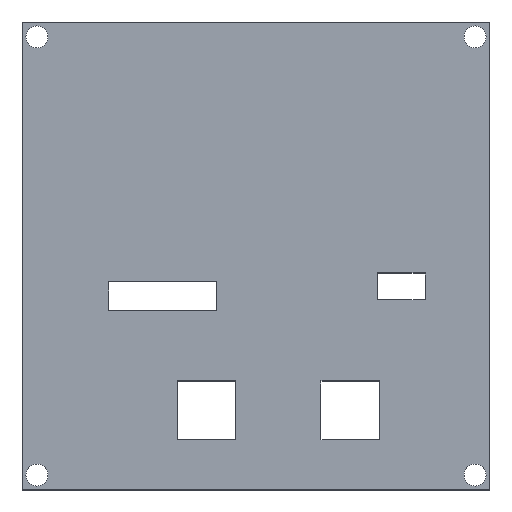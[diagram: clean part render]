
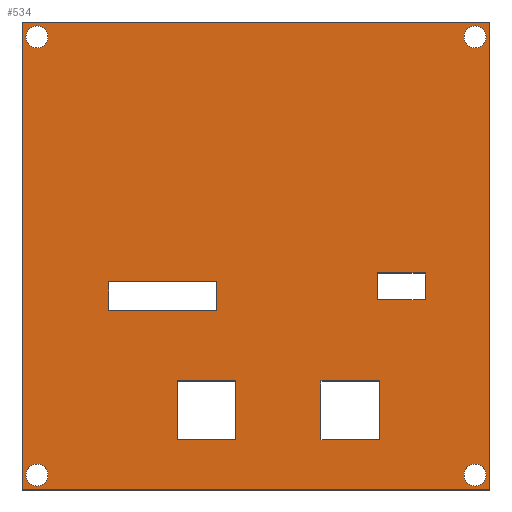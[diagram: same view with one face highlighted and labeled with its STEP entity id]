
A CAD part, top view. The second image highlights one B-rep face of the part: STEP entity #534.
In plain terms, the highlighted planar face has unit normal (0, 0, 1).
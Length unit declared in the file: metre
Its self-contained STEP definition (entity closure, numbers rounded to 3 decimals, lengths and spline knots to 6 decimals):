
#12=CIRCLE('',#565,0.0014);
#14=CIRCLE('',#568,0.0014);
#16=CIRCLE('',#571,0.0014);
#18=CIRCLE('',#579,0.0014);
#112=ORIENTED_EDGE('',*,*,#202,.F.);
#113=ORIENTED_EDGE('',*,*,#206,.T.);
#114=ORIENTED_EDGE('',*,*,#209,.T.);
#115=ORIENTED_EDGE('',*,*,#225,.F.);
#116=ORIENTED_EDGE('',*,*,#192,.F.);
#117=ORIENTED_EDGE('',*,*,#196,.T.);
#118=ORIENTED_EDGE('',*,*,#199,.T.);
#119=ORIENTED_EDGE('',*,*,#223,.F.);
#120=ORIENTED_EDGE('',*,*,#182,.F.);
#121=ORIENTED_EDGE('',*,*,#186,.T.);
#122=ORIENTED_EDGE('',*,*,#189,.T.);
#123=ORIENTED_EDGE('',*,*,#221,.F.);
#124=ORIENTED_EDGE('',*,*,#172,.F.);
#125=ORIENTED_EDGE('',*,*,#176,.T.);
#126=ORIENTED_EDGE('',*,*,#179,.T.);
#127=ORIENTED_EDGE('',*,*,#219,.F.);
#128=ORIENTED_EDGE('',*,*,#162,.F.);
#129=ORIENTED_EDGE('',*,*,#166,.F.);
#130=ORIENTED_EDGE('',*,*,#169,.T.);
#131=ORIENTED_EDGE('',*,*,#217,.T.);
#132=ORIENTED_EDGE('',*,*,#214,.T.);
#133=ORIENTED_EDGE('',*,*,#212,.F.);
#134=ORIENTED_EDGE('',*,*,#210,.T.);
#135=ORIENTED_EDGE('',*,*,#226,.F.);
#162=EDGE_CURVE('',#230,#231,#278,.T.);
#166=EDGE_CURVE('',#233,#230,#282,.T.);
#169=EDGE_CURVE('',#233,#235,#285,.T.);
#172=EDGE_CURVE('',#238,#239,#288,.T.);
#176=EDGE_CURVE('',#238,#241,#292,.T.);
#179=EDGE_CURVE('',#241,#243,#295,.T.);
#182=EDGE_CURVE('',#246,#247,#298,.T.);
#186=EDGE_CURVE('',#246,#249,#302,.T.);
#189=EDGE_CURVE('',#249,#251,#305,.T.);
#192=EDGE_CURVE('',#254,#255,#308,.T.);
#196=EDGE_CURVE('',#254,#257,#312,.T.);
#199=EDGE_CURVE('',#257,#259,#315,.T.);
#202=EDGE_CURVE('',#262,#263,#318,.T.);
#206=EDGE_CURVE('',#262,#265,#322,.T.);
#209=EDGE_CURVE('',#265,#267,#325,.T.);
#210=EDGE_CURVE('',#268,#268,#12,.T.);
#212=EDGE_CURVE('',#270,#270,#14,.T.);
#214=EDGE_CURVE('',#272,#272,#16,.T.);
#217=EDGE_CURVE('',#235,#231,#327,.T.);
#219=EDGE_CURVE('',#239,#243,#329,.T.);
#221=EDGE_CURVE('',#247,#251,#331,.T.);
#223=EDGE_CURVE('',#255,#259,#333,.T.);
#225=EDGE_CURVE('',#263,#267,#335,.T.);
#226=EDGE_CURVE('',#274,#274,#18,.T.);
#230=VERTEX_POINT('',#719);
#231=VERTEX_POINT('',#721);
#233=VERTEX_POINT('',#727);
#235=VERTEX_POINT('',#733);
#238=VERTEX_POINT('',#740);
#239=VERTEX_POINT('',#742);
#241=VERTEX_POINT('',#748);
#243=VERTEX_POINT('',#754);
#246=VERTEX_POINT('',#761);
#247=VERTEX_POINT('',#763);
#249=VERTEX_POINT('',#769);
#251=VERTEX_POINT('',#775);
#254=VERTEX_POINT('',#782);
#255=VERTEX_POINT('',#784);
#257=VERTEX_POINT('',#790);
#259=VERTEX_POINT('',#796);
#262=VERTEX_POINT('',#803);
#263=VERTEX_POINT('',#805);
#265=VERTEX_POINT('',#811);
#267=VERTEX_POINT('',#817);
#268=VERTEX_POINT('',#821);
#270=VERTEX_POINT('',#826);
#272=VERTEX_POINT('',#831);
#274=VERTEX_POINT('',#851);
#278=LINE('',#720,#338);
#282=LINE('',#728,#342);
#285=LINE('',#734,#345);
#288=LINE('',#741,#348);
#292=LINE('',#749,#352);
#295=LINE('',#755,#355);
#298=LINE('',#762,#358);
#302=LINE('',#770,#362);
#305=LINE('',#776,#365);
#308=LINE('',#783,#368);
#312=LINE('',#791,#372);
#315=LINE('',#797,#375);
#318=LINE('',#804,#378);
#322=LINE('',#812,#382);
#325=LINE('',#818,#385);
#327=LINE('',#836,#387);
#329=LINE('',#839,#389);
#331=LINE('',#842,#391);
#333=LINE('',#845,#393);
#335=LINE('',#848,#395);
#338=VECTOR('',#589,1.);
#342=VECTOR('',#595,1.);
#345=VECTOR('',#600,1.);
#348=VECTOR('',#605,1.);
#352=VECTOR('',#611,1.);
#355=VECTOR('',#616,1.);
#358=VECTOR('',#621,1.);
#362=VECTOR('',#627,1.);
#365=VECTOR('',#632,1.);
#368=VECTOR('',#637,1.);
#372=VECTOR('',#643,1.);
#375=VECTOR('',#648,1.);
#378=VECTOR('',#653,1.);
#382=VECTOR('',#659,1.);
#385=VECTOR('',#664,1.);
#387=VECTOR('',#686,1.);
#389=VECTOR('',#690,1.);
#391=VECTOR('',#694,1.);
#393=VECTOR('',#698,1.);
#395=VECTOR('',#702,1.);
#424=EDGE_LOOP('',(#112,#113,#114,#115));
#425=EDGE_LOOP('',(#116,#117,#118,#119));
#426=EDGE_LOOP('',(#120,#121,#122,#123));
#427=EDGE_LOOP('',(#124,#125,#126,#127));
#428=EDGE_LOOP('',(#128,#129,#130,#131));
#429=EDGE_LOOP('',(#132));
#430=EDGE_LOOP('',(#133));
#431=EDGE_LOOP('',(#134));
#432=EDGE_LOOP('',(#135));
#470=FACE_BOUND('',#424,.T.);
#471=FACE_BOUND('',#425,.T.);
#472=FACE_BOUND('',#426,.T.);
#473=FACE_BOUND('',#427,.T.);
#474=FACE_BOUND('',#428,.T.);
#475=FACE_BOUND('',#429,.T.);
#476=FACE_BOUND('',#430,.T.);
#477=FACE_BOUND('',#431,.T.);
#478=FACE_BOUND('',#432,.T.);
#508=PLANE('',#581);
#534=ADVANCED_FACE('',(#470,#471,#472,#473,#474,#475,#476,#477,#478),#508,
 .T.);
#565=AXIS2_PLACEMENT_3D('',#820,#667,#668);
#568=AXIS2_PLACEMENT_3D('',#825,#673,#674);
#571=AXIS2_PLACEMENT_3D('',#830,#679,#680);
#579=AXIS2_PLACEMENT_3D('',#850,#705,#706);
#581=AXIS2_PLACEMENT_3D('',#854,#709,#710);
#589=DIRECTION('',(0.,1.,0.));
#595=DIRECTION('',(-1.,0.,0.));
#600=DIRECTION('',(0.,1.,0.));
#605=DIRECTION('',(0.,-1.,0.));
#611=DIRECTION('',(1.,0.,0.));
#616=DIRECTION('',(0.,-1.,0.));
#621=DIRECTION('',(0.,-1.,0.));
#627=DIRECTION('',(1.,0.,0.));
#632=DIRECTION('',(0.,-1.,0.));
#637=DIRECTION('',(0.,-1.,0.));
#643=DIRECTION('',(1.,0.,0.));
#648=DIRECTION('',(0.,-1.,0.));
#653=DIRECTION('',(0.,-1.,0.));
#659=DIRECTION('',(1.,0.,0.));
#664=DIRECTION('',(0.,-1.,0.));
#667=DIRECTION('',(0.,0.,-1.));
#668=DIRECTION('',(1.,0.,0.));
#673=DIRECTION('',(0.,0.,1.));
#674=DIRECTION('',(1.,0.,0.));
#679=DIRECTION('',(0.,0.,-1.));
#680=DIRECTION('',(1.,0.,0.));
#686=DIRECTION('',(-1.,0.,0.));
#690=DIRECTION('',(1.,0.,0.));
#694=DIRECTION('',(1.,0.,0.));
#698=DIRECTION('',(1.,0.,0.));
#702=DIRECTION('',(1.,0.,0.));
#705=DIRECTION('',(0.,0.,1.));
#706=DIRECTION('',(1.,0.,0.));
#709=DIRECTION('',(0.,0.,1.));
#710=DIRECTION('',(1.,0.,0.));
#719=CARTESIAN_POINT('',(-0.029845,-0.029845,0.01775));
#720=CARTESIAN_POINT('',(-0.029845,0.016835,0.01775));
#721=CARTESIAN_POINT('',(-0.029845,0.029845,0.01775));
#727=CARTESIAN_POINT('',(0.029845,-0.029845,0.01775));
#728=CARTESIAN_POINT('',(0.,-0.029845,0.01775));
#733=CARTESIAN_POINT('',(0.029845,0.029845,0.01775));
#734=CARTESIAN_POINT('',(0.029845,0.,0.01775));
#740=CARTESIAN_POINT('',(0.00829,-0.015942,0.01775));
#741=CARTESIAN_POINT('',(0.00829,-0.019689,0.01775));
#742=CARTESIAN_POINT('',(0.00829,-0.023435,0.01775));
#748=CARTESIAN_POINT('',(0.01579,-0.015942,0.01775));
#749=CARTESIAN_POINT('',(0.01204,-0.015942,0.01775));
#754=CARTESIAN_POINT('',(0.01579,-0.023435,0.01775));
#755=CARTESIAN_POINT('',(0.01579,-0.019689,0.01775));
#761=CARTESIAN_POINT('',(-0.010066,-0.015942,0.01775));
#762=CARTESIAN_POINT('',(-0.010066,-0.019689,0.01775));
#763=CARTESIAN_POINT('',(-0.010066,-0.023435,0.01775));
#769=CARTESIAN_POINT('',(-0.002566,-0.015942,0.01775));
#770=CARTESIAN_POINT('',(-0.006316,-0.015942,0.01775));
#775=CARTESIAN_POINT('',(-0.002566,-0.023435,0.01775));
#776=CARTESIAN_POINT('',(-0.002566,-0.019689,0.01775));
#782=CARTESIAN_POINT('',(0.015492,-0.002167,0.01775));
#783=CARTESIAN_POINT('',(0.015492,-0.003867,0.01775));
#784=CARTESIAN_POINT('',(0.015492,-0.005567,0.01775));
#790=CARTESIAN_POINT('',(0.021582,-0.002167,0.01775));
#791=CARTESIAN_POINT('',(0.018537,-0.002167,0.01775));
#796=CARTESIAN_POINT('',(0.021582,-0.005567,0.01775));
#797=CARTESIAN_POINT('',(0.021582,-0.003867,0.01775));
#803=CARTESIAN_POINT('',(-0.018788,-0.00331,0.01775));
#804=CARTESIAN_POINT('',(-0.018788,-0.00511,0.01775));
#805=CARTESIAN_POINT('',(-0.018788,-0.00691,0.01775));
#811=CARTESIAN_POINT('',(-0.004988,-0.00331,0.01775));
#812=CARTESIAN_POINT('',(-0.011888,-0.00331,0.01775));
#817=CARTESIAN_POINT('',(-0.004988,-0.00691,0.01775));
#818=CARTESIAN_POINT('',(-0.004988,-0.00511,0.01775));
#820=CARTESIAN_POINT('',(-0.02794,-0.02794,0.01775));
#821=CARTESIAN_POINT('',(-0.02654,-0.02794,0.01775));
#825=CARTESIAN_POINT('',(0.02794,-0.02794,0.01775));
#826=CARTESIAN_POINT('',(0.02934,-0.02794,0.01775));
#830=CARTESIAN_POINT('',(0.02794,0.02794,0.01775));
#831=CARTESIAN_POINT('',(0.02934,0.02794,0.01775));
#836=CARTESIAN_POINT('',(0.,0.029845,0.01775));
#839=CARTESIAN_POINT('',(0.01204,-0.023435,0.01775));
#842=CARTESIAN_POINT('',(-0.006316,-0.023435,0.01775));
#845=CARTESIAN_POINT('',(0.018537,-0.005567,0.01775));
#848=CARTESIAN_POINT('',(-0.011888,-0.00691,0.01775));
#850=CARTESIAN_POINT('',(-0.02794,0.02794,0.01775));
#851=CARTESIAN_POINT('',(-0.02654,0.02794,0.01775));
#854=CARTESIAN_POINT('',(0.,0.,0.01775));
